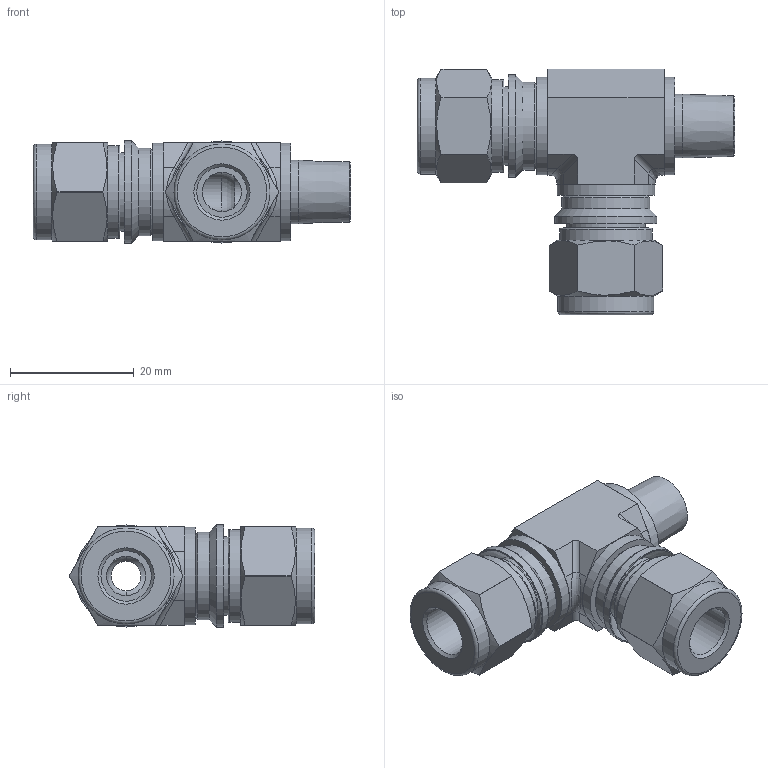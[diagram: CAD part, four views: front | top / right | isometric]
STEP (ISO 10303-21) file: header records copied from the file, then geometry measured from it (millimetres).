
FILE_DESCRIPTION(/* description */ (''),/* implementation_level */ '2;1');
FILE_NAME(/* name */ 'SMRTI-5-2N.stp',/* time_stamp */ '2022-05-24T08:33:05+09:00',/* author */ ('user'),/* organization */ (''),/* preprocessor_version */ 'ST-DEVELOPER v18.1',/* originating_system */ 'Autodesk Inventor 2022',/* authorisation */ '');
FILE_SCHEMA (('AUTOMOTIVE_DESIGN { 1 0 10303 214 3 1 1 }'));
Length unit declared in the file: millimetre
Products named in the file (1): SMRT-5-2N
Bounding box: 51.27 x 39.65 x 16.5 mm (x, y, z)
Volume: 10808.9 mm3; surface area: 6874.2 mm2
Topology: 1 solids, 1 shells, 112 faces, 255 edges, 160 vertices
Faces by surface type: plane 43, cylinder 43, cone 19, torus 4, bspline 2, sphere 1
Full cylindrical faces by diameter (mm): 4.8 x1, 6.35 x2, 8.14 x2, 10.28 x1, 11 x2, 11.4 x2, 12.7 x2, 14.2 x2, 15 x2, 15.5 x2, 15.8 x3, 16.5 x2
Entity records: 3252 total; most frequent: CARTESIAN_POINT 656, DIRECTION 569, ORIENTED_EDGE 510, EDGE_CURVE 255, AXIS2_PLACEMENT_3D 229, VERTEX_POINT 160, EDGE_LOOP 131, FACE_OUTER_BOUND 112
